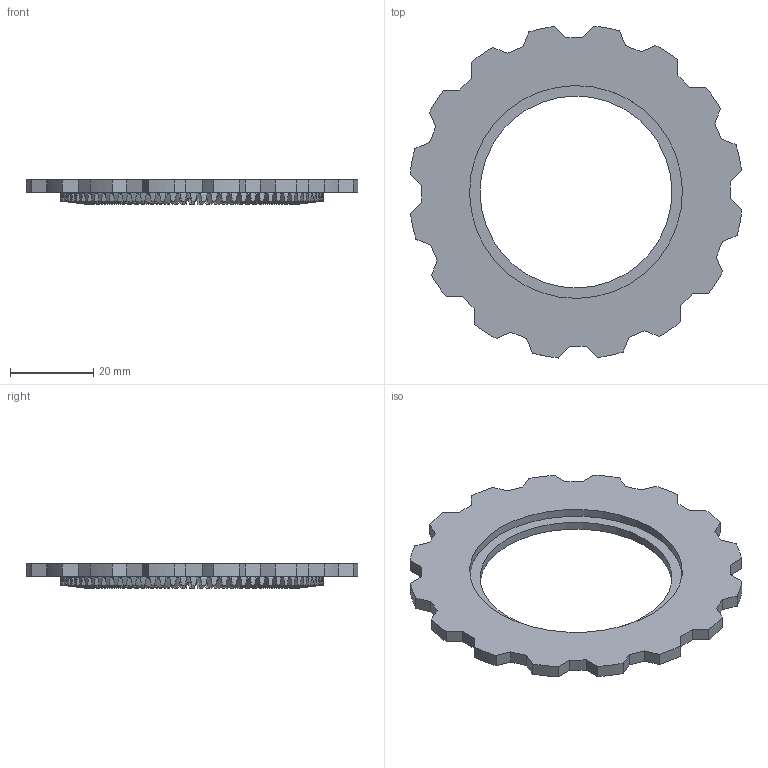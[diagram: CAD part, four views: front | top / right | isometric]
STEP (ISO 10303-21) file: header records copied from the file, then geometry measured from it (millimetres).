
FILE_DESCRIPTION(/* description */ (''),/* implementation_level */ '2;1');
FILE_NAME(/* name */ 'RingGear.step',/* time_stamp */ '2026-01-01T21:42:12+01:00',/* author */ (''),/* organization */ (''),/* preprocessor_version */ 'ST-DEVELOPER v20.1',/* originating_system */ 'Autodesk Translation Framework v14.21.0.0',/* authorisation */ '');
FILE_SCHEMA (('AUTOMOTIVE_DESIGN { 1 0 10303 214 3 1 1 }'));
Length unit declared in the file: millimetre
Products named in the file (3): TabletHolderAssembly_NokiaT10; BevelGear; RingGear
Assembly tree (2 placements, depth 3):
  TabletHolderAssembly_NokiaT10
    BevelGear
      RingGear
Bounding box: 79.55 x 79.55 x 5.82 mm (x, y, z)
Volume: 10490.1 mm3; surface area: 9240.5 mm2
Topology: 1 solids, 1 shells, 392 faces, 1164 edges, 776 vertices
Faces by surface type: bspline 240, cone 80, plane 52, cylinder 20
Full cylindrical faces by diameter (mm): 46 x1, 51 x2, 63 x1
Entity records: 18566 total; most frequent: CARTESIAN_POINT 10097, ORIENTED_EDGE 2328, EDGE_CURVE 1164, DIRECTION 874, B_SPLINE_CURVE_WITH_KNOTS 802, VERTEX_POINT 776, EDGE_LOOP 396, FACE_OUTER_BOUND 392
